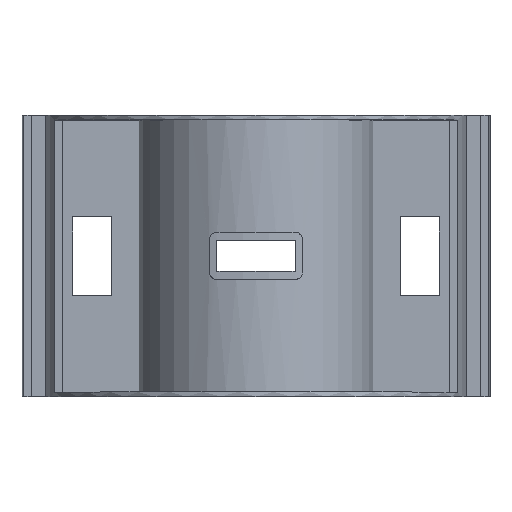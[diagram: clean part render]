
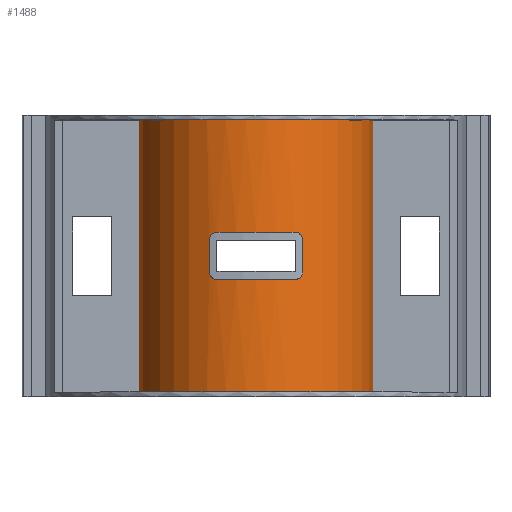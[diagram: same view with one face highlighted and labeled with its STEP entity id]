
A CAD part, top view. The second image highlights one B-rep face of the part: STEP entity #1488.
In plain terms, the highlighted cylindrical face has radius 75 mm (diameter 150 mm), a partial arc.
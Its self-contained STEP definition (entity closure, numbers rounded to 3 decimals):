
#1=CARTESIAN_POINT('',(0.,-87.,0.));
#2=DIRECTION('',(0.,-1.,0.));
#3=DIRECTION('',(0.995,0.,0.1));
#4=AXIS2_PLACEMENT_3D('',#1,#2,#3);
#6=DIRECTION('',(0.,-1.,0.));
#7=VECTOR('',#6,174.);
#8=CARTESIAN_POINT('',(-74.624,87.,7.5));
#9=LINE('',#8,#7);
#10=CARTESIAN_POINT('',(0.,87.,0.));
#11=DIRECTION('',(0.,-1.,0.));
#12=DIRECTION('',(0.995,0.,0.1));
#13=AXIS2_PLACEMENT_3D('',#10,#11,#12);
#15=DIRECTION('',(0.,-1.,0.));
#16=VECTOR('',#15,174.);
#17=CARTESIAN_POINT('',(74.624,87.,7.5));
#18=LINE('',#17,#16);
#19=CARTESIAN_POINT('',(0.,15.,0.));
#20=DIRECTION('',(0.,-1.,0.));
#21=DIRECTION('',(0.333,0.,0.943));
#22=AXIS2_PLACEMENT_3D('',#19,#20,#21);
#24=DIRECTION('',(0.,-1.,0.));
#25=VECTOR('',#24,20.);
#26=CARTESIAN_POINT('',(-30.,10.,68.739));
#27=LINE('',#26,#25);
#28=CARTESIAN_POINT('',(0.,-15.,0.));
#29=DIRECTION('',(0.,-1.,0.));
#30=DIRECTION('',(0.333,0.,0.943));
#31=AXIS2_PLACEMENT_3D('',#28,#29,#30);
#33=DIRECTION('',(0.,-1.,0.));
#34=VECTOR('',#33,20.);
#35=CARTESIAN_POINT('',(30.,10.,68.739));
#36=LINE('',#35,#34);
#759=CARTESIAN_POINT('',(25.,15.,70.711));
#760=CARTESIAN_POINT('',(25.445,15.,70.554));
#761=CARTESIAN_POINT('',(26.329,14.883,70.231));
#762=CARTESIAN_POINT('',(27.582,14.351,69.748));
#763=CARTESIAN_POINT('',(28.612,13.538,69.33));
#764=CARTESIAN_POINT('',(29.406,12.486,68.996));
#765=CARTESIAN_POINT('',(29.9,11.248,68.783));
#766=CARTESIAN_POINT('',(30.,10.411,68.739));
#767=CARTESIAN_POINT('',(30.,10.,68.739));
#781=CARTESIAN_POINT('',(30.,-10.,68.739));
#782=CARTESIAN_POINT('',(30.,-10.411,68.739));
#783=CARTESIAN_POINT('',(29.9,-11.248,68.783));
#784=CARTESIAN_POINT('',(29.406,-12.486,68.996));
#785=CARTESIAN_POINT('',(28.612,-13.538,69.33));
#786=CARTESIAN_POINT('',(27.582,-14.351,69.748));
#787=CARTESIAN_POINT('',(26.329,-14.883,70.231));
#788=CARTESIAN_POINT('',(25.445,-15.,70.554));
#789=CARTESIAN_POINT('',(25.,-15.,70.711));
#804=CARTESIAN_POINT('',(-25.,-15.,70.711));
#805=CARTESIAN_POINT('',(-25.445,-15.,70.554));
#806=CARTESIAN_POINT('',(-26.329,-14.883,70.231));
#807=CARTESIAN_POINT('',(-27.581,-14.351,69.748));
#808=CARTESIAN_POINT('',(-28.612,-13.538,69.33));
#809=CARTESIAN_POINT('',(-29.406,-12.486,68.996));
#810=CARTESIAN_POINT('',(-29.9,-11.248,68.783));
#811=CARTESIAN_POINT('',(-30.,-10.411,68.739));
#812=CARTESIAN_POINT('',(-30.,-10.,68.739));
#822=CARTESIAN_POINT('',(-30.,10.,68.739));
#823=CARTESIAN_POINT('',(-30.,10.411,68.739));
#824=CARTESIAN_POINT('',(-29.9,11.248,68.783));
#825=CARTESIAN_POINT('',(-29.406,12.486,68.996));
#826=CARTESIAN_POINT('',(-28.612,13.538,69.33));
#827=CARTESIAN_POINT('',(-27.581,14.351,69.748));
#828=CARTESIAN_POINT('',(-26.329,14.883,70.231));
#829=CARTESIAN_POINT('',(-25.445,15.,70.554));
#830=CARTESIAN_POINT('',(-25.,15.,70.711));
#1141=CARTESIAN_POINT('',(74.624,87.,7.5));
#1142=CARTESIAN_POINT('',(-74.624,87.,7.5));
#1143=VERTEX_POINT('',#1141);
#1144=VERTEX_POINT('',#1142);
#1145=CARTESIAN_POINT('',(74.624,-87.,7.5));
#1146=CARTESIAN_POINT('',(-74.624,-87.,7.5));
#1147=VERTEX_POINT('',#1145);
#1148=VERTEX_POINT('',#1146);
#1286=CARTESIAN_POINT('',(30.,10.,68.739));
#1288=VERTEX_POINT('',#1286);
#1290=CARTESIAN_POINT('',(25.,15.,70.711));
#1291=VERTEX_POINT('',#1290);
#1294=CARTESIAN_POINT('',(-30.,10.,68.739));
#1295=VERTEX_POINT('',#1294);
#1296=CARTESIAN_POINT('',(-25.,15.,70.711));
#1297=VERTEX_POINT('',#1296);
#1299=CARTESIAN_POINT('',(-30.,-10.,68.739));
#1301=VERTEX_POINT('',#1299);
#1303=CARTESIAN_POINT('',(-25.,-15.,70.711));
#1304=VERTEX_POINT('',#1303);
#1307=CARTESIAN_POINT('',(30.,-10.,68.739));
#1308=VERTEX_POINT('',#1307);
#1309=CARTESIAN_POINT('',(25.,-15.,70.711));
#1310=VERTEX_POINT('',#1309);
#1455=CARTESIAN_POINT('',(0.,99.,0.));
#1456=DIRECTION('',(0.,-1.,0.));
#1457=DIRECTION('',(-1.,0.,0.));
#1458=AXIS2_PLACEMENT_3D('',#1455,#1456,#1457);
#1459=CYLINDRICAL_SURFACE('',#1458,75.);
#1461=ORIENTED_EDGE('',*,*,#1460,.T.);
#1463=ORIENTED_EDGE('',*,*,#1462,.F.);
#1465=ORIENTED_EDGE('',*,*,#1464,.F.);
#1467=ORIENTED_EDGE('',*,*,#1466,.T.);
#1468=EDGE_LOOP('',(#1461,#1463,#1465,#1467));
#1469=FACE_OUTER_BOUND('',#1468,.F.);
#1471=ORIENTED_EDGE('',*,*,#1470,.T.);
#1473=ORIENTED_EDGE('',*,*,#1472,.F.);
#1475=ORIENTED_EDGE('',*,*,#1474,.T.);
#1477=ORIENTED_EDGE('',*,*,#1476,.F.);
#1479=ORIENTED_EDGE('',*,*,#1478,.F.);
#1481=ORIENTED_EDGE('',*,*,#1480,.F.);
#1483=ORIENTED_EDGE('',*,*,#1482,.F.);
#1485=ORIENTED_EDGE('',*,*,#1484,.F.);
#1486=EDGE_LOOP('',(#1471,#1473,#1475,#1477,#1479,#1481,#1483,#1485));
#1487=FACE_BOUND('',#1486,.F.);
#1488=ADVANCED_FACE('',(#1469,#1487),#1459,.T.);
#5=CIRCLE('',#4,75.);
#14=CIRCLE('',#13,75.);
#23=CIRCLE('',#22,75.);
#32=CIRCLE('',#31,75.);
#768=B_SPLINE_CURVE_WITH_KNOTS('',3,(#759,#760,#761,#762,#763,#764,#765,#766,
#767),.UNSPECIFIED.,.F.,.F.,(4,1,1,1,1,1,4),(0.,0.167,
0.333,0.5,0.667,0.833,1.),
.UNSPECIFIED.);
#790=B_SPLINE_CURVE_WITH_KNOTS('',3,(#781,#782,#783,#784,#785,#786,#787,#788,
#789),.UNSPECIFIED.,.F.,.F.,(4,1,1,1,1,1,4),(0.,0.167,
0.333,0.5,0.667,0.833,1.),
.UNSPECIFIED.);
#813=B_SPLINE_CURVE_WITH_KNOTS('',3,(#804,#805,#806,#807,#808,#809,#810,#811,
#812),.UNSPECIFIED.,.F.,.F.,(4,1,1,1,1,1,4),(0.,0.167,
0.333,0.5,0.667,0.833,1.),
.UNSPECIFIED.);
#831=B_SPLINE_CURVE_WITH_KNOTS('',3,(#822,#823,#824,#825,#826,#827,#828,#829,
#830),.UNSPECIFIED.,.F.,.F.,(4,1,1,1,1,1,4),(0.,0.167,
0.333,0.5,0.667,0.833,1.),
.UNSPECIFIED.);
#1460=EDGE_CURVE('',#1147,#1148,#5,.T.);
#1462=EDGE_CURVE('',#1144,#1148,#9,.T.);
#1464=EDGE_CURVE('',#1143,#1144,#14,.T.);
#1466=EDGE_CURVE('',#1143,#1147,#18,.T.);
#1470=EDGE_CURVE('',#1291,#1297,#23,.T.);
#1472=EDGE_CURVE('',#1295,#1297,#831,.T.);
#1474=EDGE_CURVE('',#1295,#1301,#27,.T.);
#1476=EDGE_CURVE('',#1304,#1301,#813,.T.);
#1478=EDGE_CURVE('',#1310,#1304,#32,.T.);
#1480=EDGE_CURVE('',#1308,#1310,#790,.T.);
#1482=EDGE_CURVE('',#1288,#1308,#36,.T.);
#1484=EDGE_CURVE('',#1291,#1288,#768,.T.);
